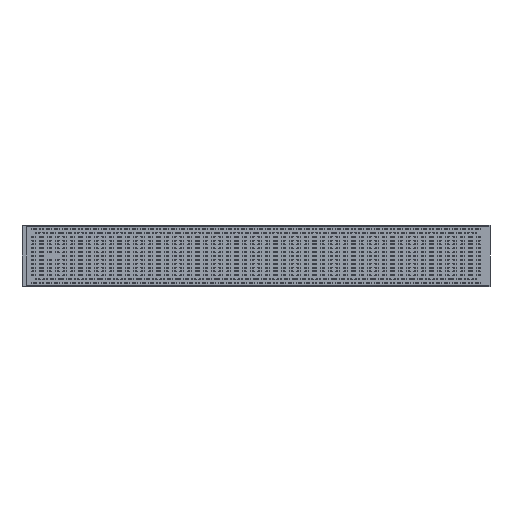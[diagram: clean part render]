
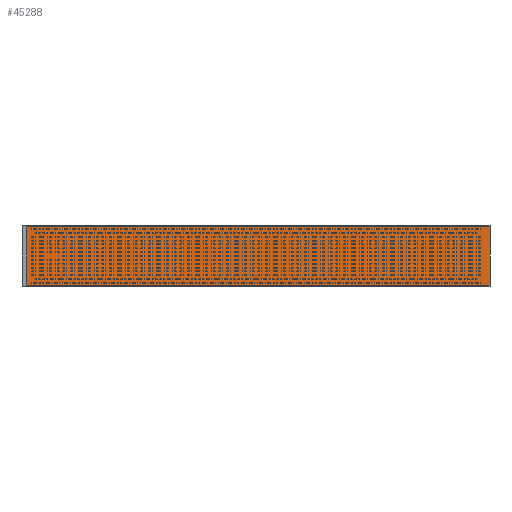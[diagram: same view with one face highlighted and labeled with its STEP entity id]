
A CAD part, top view. The second image highlights one B-rep face of the part: STEP entity #45288.
In plain terms, the highlighted planar face has unit normal (0, 0, 1).
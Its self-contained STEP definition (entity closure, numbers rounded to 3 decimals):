
#9180=FACE_OUTER_BOUND('',#11099,.T.);
#11099=EDGE_LOOP('',(#35596,#35597,#35598,#35599));
#13022=LINE('',#67907,#16842);
#13023=LINE('',#67909,#16843);
#13024=LINE('',#67911,#16844);
#13025=LINE('',#67912,#16845);
#16842=VECTOR('',#52837,1.);
#16843=VECTOR('',#52838,1.);
#16844=VECTOR('',#52839,1.);
#16845=VECTOR('',#52840,1.);
#20662=VERTEX_POINT('',#67905);
#20663=VERTEX_POINT('',#67906);
#20664=VERTEX_POINT('',#67908);
#20665=VERTEX_POINT('',#67910);
#28069=EDGE_CURVE('',#20662,#20663,#13022,.T.);
#28070=EDGE_CURVE('',#20662,#20664,#13023,.T.);
#28071=EDGE_CURVE('',#20664,#20665,#13024,.T.);
#28072=EDGE_CURVE('',#20663,#20665,#13025,.T.);
#35596=ORIENTED_EDGE('',*,*,#28069,.F.);
#35597=ORIENTED_EDGE('',*,*,#28070,.T.);
#35598=ORIENTED_EDGE('',*,*,#28071,.T.);
#35599=ORIENTED_EDGE('',*,*,#28072,.F.);
#43431=PLANE('',#47209);
#45288=ADVANCED_FACE('',(#9180),#43431,.T.);
#47209=AXIS2_PLACEMENT_3D('',#67904,#52835,#52836);
#52835=DIRECTION('center_axis',(0.,0.,1.));
#52836=DIRECTION('ref_axis',(1.,0.,0.));
#52837=DIRECTION('',(0.,1.,0.));
#52838=DIRECTION('',(1.,0.,0.));
#52839=DIRECTION('',(0.,1.,0.));
#52840=DIRECTION('',(1.,0.,0.));
#67904=CARTESIAN_POINT('Origin',(3243.42,34.262,-37.6));
#67905=CARTESIAN_POINT('',(263.845,-162.088,-37.6));
#67906=CARTESIAN_POINT('',(263.845,232.112,-37.6));
#67907=CARTESIAN_POINT('',(263.845,35.012,-37.6));
#67908=CARTESIAN_POINT('',(3262.845,-162.088,-37.6));
#67909=CARTESIAN_POINT('',(1762.845,-162.088,-37.6));
#67910=CARTESIAN_POINT('',(3262.845,232.112,-37.6));
#67911=CARTESIAN_POINT('',(3262.845,35.012,-37.6));
#67912=CARTESIAN_POINT('',(1762.845,232.112,-37.6));
